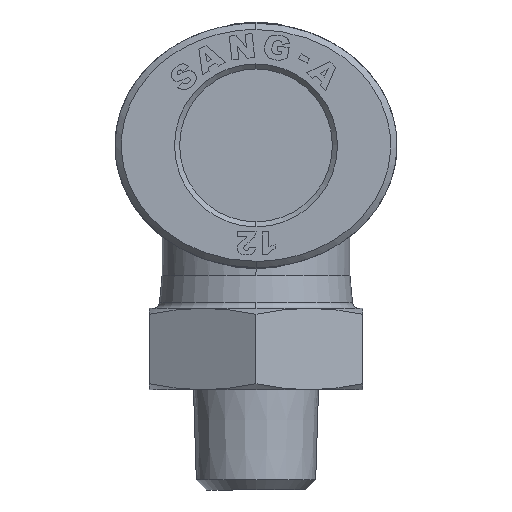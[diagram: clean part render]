
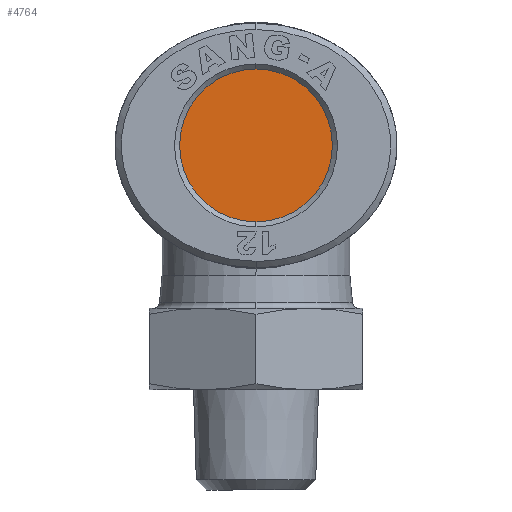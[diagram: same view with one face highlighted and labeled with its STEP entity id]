
A CAD part, left-side view. The second image highlights one B-rep face of the part: STEP entity #4764.
In plain terms, the highlighted planar face has unit normal (-1, 0, 0).
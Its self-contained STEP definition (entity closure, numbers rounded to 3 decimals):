
#1575 = EDGE_CURVE ( 'NONE', #21413, #7781, #21256, .T. ) ;
#1845 = EDGE_CURVE ( 'NONE', #7781, #21413, #9573, .T. ) ;
#4764 = ADVANCED_FACE ( 'NONE', ( #8064 ), #16036, .F. ) ;
#4899 = AXIS2_PLACEMENT_3D ( 'NONE', #7780, #13714, #22329 ) ;
#5083 = CARTESIAN_POINT ( 'NONE',  ( -22.728, 0., 0. ) ) ;
#7780 = CARTESIAN_POINT ( 'NONE',  ( -22.728, 0., 0. ) ) ;
#7781 = VERTEX_POINT ( 'NONE', #15969 ) ;
#8064 = FACE_OUTER_BOUND ( 'NONE', #23289, .T. ) ;
#9348 = DIRECTION ( 'NONE',  ( -1., 0., 0. ) ) ;
#9573 = CIRCLE ( 'NONE', #10960, 6.1 ) ;
#10960 = AXIS2_PLACEMENT_3D ( 'NONE', #12347, #20259, #22612 ) ;
#12347 = CARTESIAN_POINT ( 'NONE',  ( -22.728, 0., 0. ) ) ;
#13714 = DIRECTION ( 'NONE',  ( 1., 0., 0. ) ) ;
#14639 = CARTESIAN_POINT ( 'NONE',  ( -22.728, 0., -6.1 ) ) ;
#15689 = ORIENTED_EDGE ( 'NONE', *, *, #1845, .T. ) ;
#15969 = CARTESIAN_POINT ( 'NONE',  ( -22.728, 0., 6.1 ) ) ;
#16036 = PLANE ( 'NONE',  #4899 ) ;
#19716 = ORIENTED_EDGE ( 'NONE', *, *, #1575, .T. ) ;
#19927 = AXIS2_PLACEMENT_3D ( 'NONE', #5083, #9348, #23741 ) ;
#20259 = DIRECTION ( 'NONE',  ( -1., 0., 0. ) ) ;
#21256 = CIRCLE ( 'NONE', #19927, 6.1 ) ;
#21413 = VERTEX_POINT ( 'NONE', #14639 ) ;
#22329 = DIRECTION ( 'NONE',  ( 0., 0., -1. ) ) ;
#22612 = DIRECTION ( 'NONE',  ( 0., 0., -1. ) ) ;
#23289 = EDGE_LOOP ( 'NONE', ( #19716, #15689 ) ) ;
#23741 = DIRECTION ( 'NONE',  ( 0., 0., -1. ) ) ;
